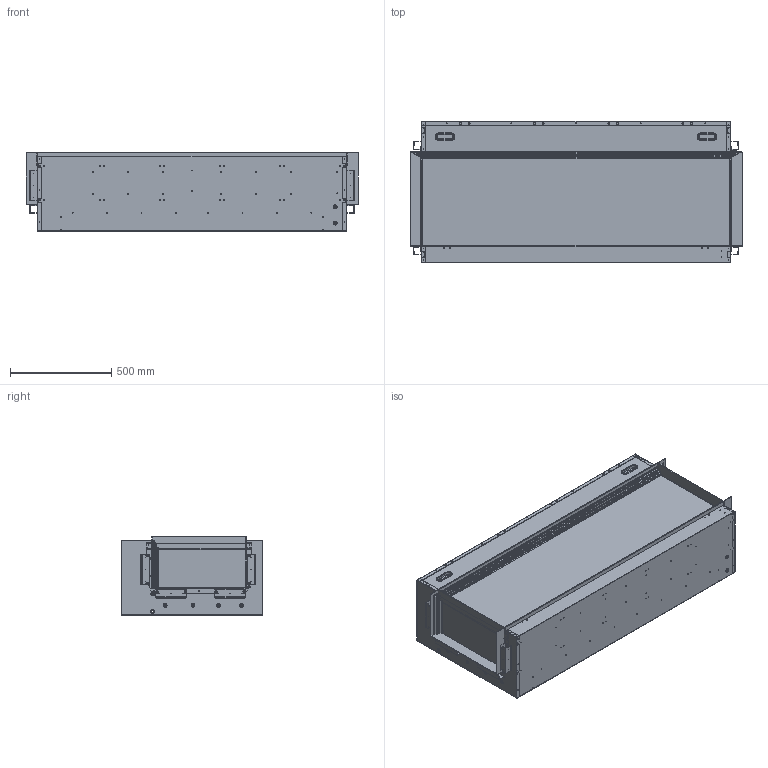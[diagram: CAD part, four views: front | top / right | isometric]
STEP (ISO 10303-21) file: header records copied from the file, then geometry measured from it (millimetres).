
FILE_DESCRIPTION (( 'STEP AP214' ), '1' );
FILE_NAME ('Ignite ultra 60 (ULT60-EU)_defeature.STEP', '2024-07-22T07:50:00', ( '' ), ( '' ), 'SwSTEP 2.0', 'SolidWorks 2023', '' );
FILE_SCHEMA (( 'AUTOMOTIVE_DESIGN' ));
Length unit declared in the file: millimetre
Products named in the file (1): Ignite ultra 60 (ULT60-EU)_defeature
Bounding box: 1642.3 x 699.38 x 390.06 mm (x, y, z)
Surface area: 7271327.2 mm2 (no closed solid volume)
Topology: 0 solids, 60 shells, 1000 faces, 4968 edges, 3937 vertices
Faces by surface type: plane 462, cylinder 363, torus 103, cone 60, bspline 10, sphere 2
Entity records: 72886 total; most frequent: CARTESIAN_POINT 21655, DIRECTION 8678, ORIENTED_EDGE 6654, EDGE_CURVE 4968, VERTEX_POINT 3937, AXIS2_PLACEMENT_3D 3121, LINE 2436, VECTOR 2436
